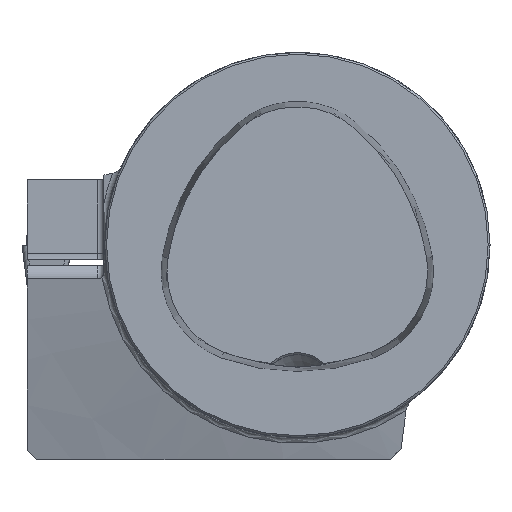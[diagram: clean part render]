
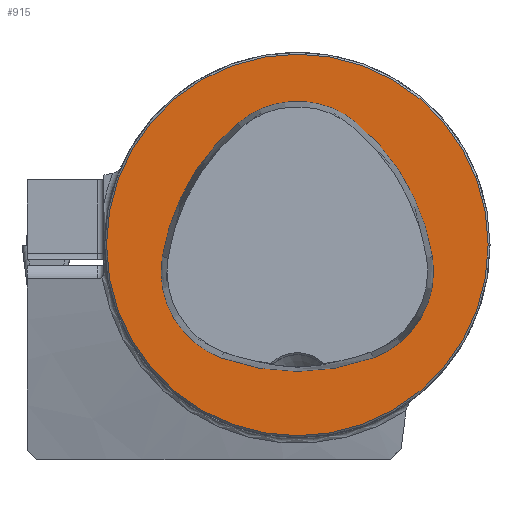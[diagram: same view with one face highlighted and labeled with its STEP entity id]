
A CAD part, top view. The second image highlights one B-rep face of the part: STEP entity #915.
In plain terms, the highlighted planar face has unit normal (0, 0, 1).
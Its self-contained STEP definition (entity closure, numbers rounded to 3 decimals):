
#135=FACE_BOUND('',#1264,.T.);
#136=FACE_BOUND('',#1265,.T.);
#220=PLANE('',#3470);
#915=ADVANCED_FACE('CU_FL_N1_SU_1',(#135,#136),#220,.T.);
#1264=EDGE_LOOP('',(#1715,#1716,#1717,#1718,#1719,#1720));
#1265=EDGE_LOOP('',(#1721));
#1414=CIRCLE('',#3461,36.075);
#1416=CIRCLE('',#3464,36.075);
#1417=CIRCLE('',#3465,15.075);
#1418=CIRCLE('',#3466,36.075);
#1419=CIRCLE('',#3467,15.075);
#1420=CIRCLE('',#3468,15.075);
#1421=CIRCLE('',#3469,31.2);
#1715=ORIENTED_EDGE('',*,*,#2892,.F.);
#1716=ORIENTED_EDGE('',*,*,#2893,.F.);
#1717=ORIENTED_EDGE('',*,*,#2894,.F.);
#1718=ORIENTED_EDGE('',*,*,#2895,.F.);
#1719=ORIENTED_EDGE('',*,*,#2889,.F.);
#1720=ORIENTED_EDGE('',*,*,#2896,.F.);
#1721=ORIENTED_EDGE('',*,*,#2897,.T.);
#2536=VERTEX_POINT('',#5104);
#2537=VERTEX_POINT('',#5106);
#2539=VERTEX_POINT('',#5112);
#2540=VERTEX_POINT('',#5113);
#2541=VERTEX_POINT('',#5115);
#2542=VERTEX_POINT('',#5117);
#2543=VERTEX_POINT('',#5121);
#2889=EDGE_CURVE('',#2536,#2537,#1414,.T.);
#2892=EDGE_CURVE('',#2539,#2540,#1416,.T.);
#2893=EDGE_CURVE('',#2541,#2539,#1417,.T.);
#2894=EDGE_CURVE('',#2542,#2541,#1418,.T.);
#2895=EDGE_CURVE('',#2537,#2542,#1419,.T.);
#2896=EDGE_CURVE('',#2540,#2536,#1420,.T.);
#2897=EDGE_CURVE('',#2543,#2543,#1421,.T.);
#3461=AXIS2_PLACEMENT_3D('',#5105,#3861,#3862);
#3464=AXIS2_PLACEMENT_3D('',#5111,#3868,#3869);
#3465=AXIS2_PLACEMENT_3D('',#5114,#3870,#3871);
#3466=AXIS2_PLACEMENT_3D('',#5116,#3872,#3873);
#3467=AXIS2_PLACEMENT_3D('',#5118,#3874,#3875);
#3468=AXIS2_PLACEMENT_3D('',#5119,#3876,#3877);
#3469=AXIS2_PLACEMENT_3D('',#5120,#3878,#3879);
#3470=AXIS2_PLACEMENT_3D('',#5122,#3880,#3881);
#3861=DIRECTION('',(0.,0.,1.));
#3862=DIRECTION('',(1.,0.,0.));
#3868=DIRECTION('',(0.,0.,1.));
#3869=DIRECTION('',(1.,0.,0.));
#3870=DIRECTION('',(0.,0.,1.));
#3871=DIRECTION('',(1.,0.,0.));
#3872=DIRECTION('',(0.,0.,1.));
#3873=DIRECTION('',(1.,0.,0.));
#3874=DIRECTION('',(0.,0.,1.));
#3875=DIRECTION('',(1.,0.,0.));
#3876=DIRECTION('',(0.,0.,1.));
#3877=DIRECTION('',(1.,0.,0.));
#3878=DIRECTION('',(0.,0.,1.));
#3879=DIRECTION('',(1.,0.,0.));
#3880=DIRECTION('',(0.,0.,1.));
#3881=DIRECTION('',(1.,0.,0.));
#5104=CARTESIAN_POINT('',(-12.368,-18.489,0.));
#5105=CARTESIAN_POINT('',(0.,15.4,0.));
#5106=CARTESIAN_POINT('',(12.368,-18.489,0.));
#5111=CARTESIAN_POINT('',(13.535,-7.656,0.));
#5112=CARTESIAN_POINT('',(-9.716,19.927,0.));
#5113=CARTESIAN_POINT('',(-22.084,-1.937,0.));
#5114=CARTESIAN_POINT('',(0.,8.4,0.));
#5115=CARTESIAN_POINT('',(9.716,19.927,0.));
#5116=CARTESIAN_POINT('',(-13.535,-7.656,0.));
#5117=CARTESIAN_POINT('',(22.084,-1.937,0.));
#5118=CARTESIAN_POINT('',(7.2,-4.327,0.));
#5119=CARTESIAN_POINT('',(-7.2,-4.327,0.));
#5120=CARTESIAN_POINT('',(0.,0.,0.));
#5121=CARTESIAN_POINT('',(31.2,0.,0.));
#5122=CARTESIAN_POINT('',(0.,0.,0.));
